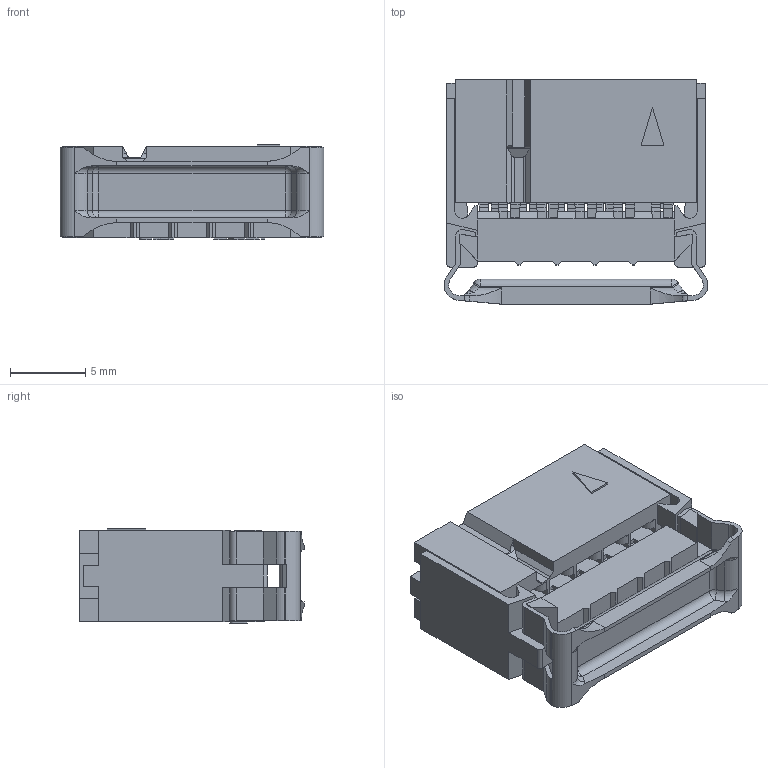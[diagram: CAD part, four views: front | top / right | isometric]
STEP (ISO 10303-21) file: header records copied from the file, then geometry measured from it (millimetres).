
FILE_DESCRIPTION(/* description */ (''),/* implementation_level */ '2;1');
FILE_NAME(/* name */ 'CWR-210-10_3D Model.stp',/* time_stamp */ '2023-11-27T11:06:47-05:00',/* author */ ('dwiltbank'),/* organization */ (''),/* preprocessor_version */ 'ST-DEVELOPER v19.2',/* originating_system */ 'Autodesk Inventor 2024',/* authorisation */ '');
FILE_SCHEMA (('AUTOMOTIVE_DESIGN { 1 0 10303 214 3 1 1 }'));
Products named in the file (1): CWR-210-10_Simplify_1
Bounding box: 17.53 x 14.89 x 6.35 mm (x, y, z)
Volume: 964 mm3; surface area: 2623.9 mm2
Topology: 1 solids, 1 shells, 1575 faces, 4241 edges, 2642 vertices
Faces by surface type: plane 1114, cylinder 330, bspline 119, sphere 8, torus 4
Entity records: 51718 total; most frequent: CARTESIAN_POINT 11132, ORIENTED_EDGE 8482, DIRECTION 7399, EDGE_CURVE 4241, LINE 3513, VECTOR 3513, VERTEX_POINT 2642, AXIS2_PLACEMENT_3D 1943
